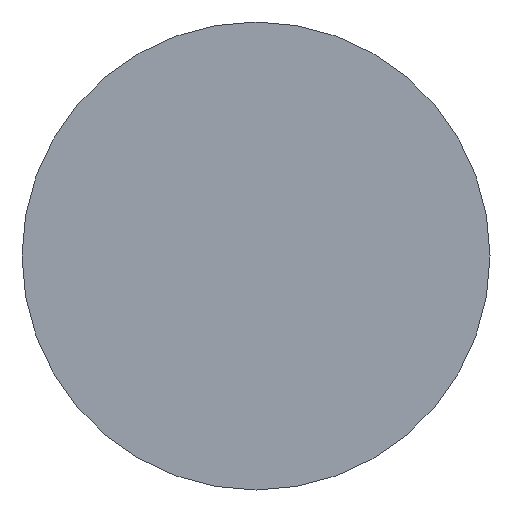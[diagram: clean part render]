
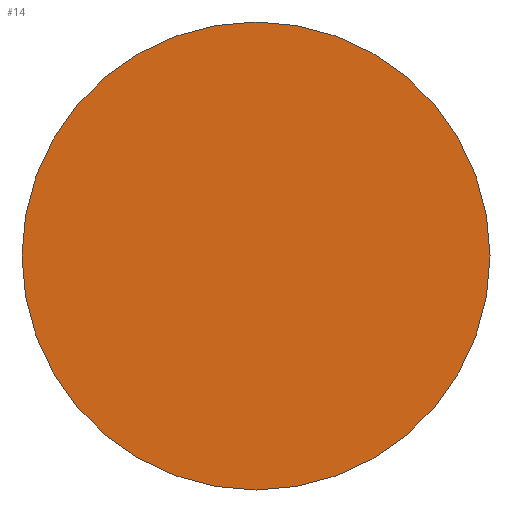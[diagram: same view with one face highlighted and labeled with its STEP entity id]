
A CAD part, front view. The second image highlights one B-rep face of the part: STEP entity #14.
In plain terms, the highlighted planar face has unit normal (0, -1, 0).
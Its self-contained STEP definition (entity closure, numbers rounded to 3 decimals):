
#14 = ADVANCED_FACE ( 'NONE', ( #118 ), #144, .F. ) ;
#33 = DIRECTION ( 'NONE',  ( 0., 1., 0. ) ) ;
#37 = CARTESIAN_POINT ( 'NONE',  ( 0., 0., 0. ) ) ;
#63 = ORIENTED_EDGE ( 'NONE', *, *, #271, .F. ) ;
#64 = CARTESIAN_POINT ( 'NONE',  ( 0., 0., -23. ) ) ;
#87 = EDGE_LOOP ( 'NONE', ( #156, #63 ) ) ;
#115 = CIRCLE ( 'NONE', #262, 23. ) ;
#118 = FACE_OUTER_BOUND ( 'NONE', #87, .T. ) ;
#130 = DIRECTION ( 'NONE',  ( 0., 0., 1. ) ) ;
#142 = CARTESIAN_POINT ( 'NONE',  ( 0., 0., 0. ) ) ;
#143 = CIRCLE ( 'NONE', #159, 23. ) ;
#144 = PLANE ( 'NONE',  #185 ) ;
#156 = ORIENTED_EDGE ( 'NONE', *, *, #289, .F. ) ;
#159 = AXIS2_PLACEMENT_3D ( 'NONE', #188, #296, #274 ) ;
#181 = VERTEX_POINT ( 'NONE', #297 ) ;
#185 = AXIS2_PLACEMENT_3D ( 'NONE', #142, #302, #214 ) ;
#188 = CARTESIAN_POINT ( 'NONE',  ( 0., 0., 0. ) ) ;
#214 = DIRECTION ( 'NONE',  ( 0., 0., 1. ) ) ;
#258 = VERTEX_POINT ( 'NONE', #64 ) ;
#262 = AXIS2_PLACEMENT_3D ( 'NONE', #37, #33, #130 ) ;
#271 = EDGE_CURVE ( 'NONE', #181, #258, #143, .T. ) ;
#274 = DIRECTION ( 'NONE',  ( 0., 0., 1. ) ) ;
#289 = EDGE_CURVE ( 'NONE', #258, #181, #115, .T. ) ;
#296 = DIRECTION ( 'NONE',  ( 0., 1., 0. ) ) ;
#297 = CARTESIAN_POINT ( 'NONE',  ( 0., 0., 23. ) ) ;
#302 = DIRECTION ( 'NONE',  ( 0., 1., 0. ) ) ;
